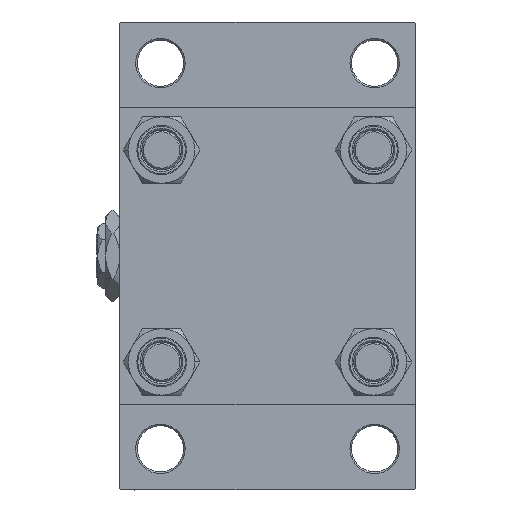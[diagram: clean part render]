
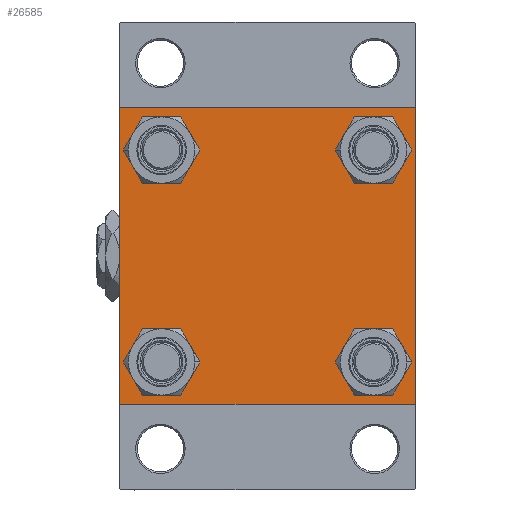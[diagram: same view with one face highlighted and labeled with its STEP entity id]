
A CAD part, left-side view. The second image highlights one B-rep face of the part: STEP entity #26585.
In plain terms, the highlighted planar face has unit normal (-1, 0, 0).
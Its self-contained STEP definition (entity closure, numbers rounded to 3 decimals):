
#218 = CIRCLE ( 'NONE', #28086, 6.5 ) ;
#511 = ORIENTED_EDGE ( 'NONE', *, *, #19485, .T. ) ;
#599 = ORIENTED_EDGE ( 'NONE', *, *, #21230, .T. ) ;
#1205 = EDGE_CURVE ( 'NONE', #31712, #34454, #47432, .T. ) ;
#1404 = ORIENTED_EDGE ( 'NONE', *, *, #36471, .F. ) ;
#1731 = EDGE_LOOP ( 'NONE', ( #28392, #599 ) ) ;
#2256 = DIRECTION ( 'NONE',  ( 0., 0., 1. ) ) ;
#2293 = ORIENTED_EDGE ( 'NONE', *, *, #5954, .T. ) ;
#2316 = DIRECTION ( 'NONE',  ( 0., -1., 0. ) ) ;
#2515 = VERTEX_POINT ( 'NONE', #35001 ) ;
#3017 = FACE_BOUND ( 'NONE', #10270, .T. ) ;
#3379 = LINE ( 'NONE', #40779, #25930 ) ;
#3508 = PLANE ( 'NONE',  #33657 ) ;
#3748 = ORIENTED_EDGE ( 'NONE', *, *, #33843, .T. ) ;
#3798 = VECTOR ( 'NONE', #20272, 1000. ) ;
#3922 = CARTESIAN_POINT ( 'NONE',  ( 0., 32.15, 32.15 ) ) ;
#4428 = CARTESIAN_POINT ( 'NONE',  ( 0., -32.15, 32.15 ) ) ;
#4514 = EDGE_CURVE ( 'NONE', #45999, #27931, #4657, .T. ) ;
#4657 = LINE ( 'NONE', #19881, #28443 ) ;
#4932 = CARTESIAN_POINT ( 'NONE',  ( 0., 45., -44.5 ) ) ;
#4962 = CARTESIAN_POINT ( 'NONE',  ( 0., 32.15, -32.15 ) ) ;
#5698 = EDGE_CURVE ( 'NONE', #8943, #41635, #32513, .T. ) ;
#5817 = LINE ( 'NONE', #21773, #12392 ) ;
#5954 = EDGE_CURVE ( 'NONE', #33799, #17248, #20513, .T. ) ;
#6313 = CARTESIAN_POINT ( 'NONE',  ( 0., -44.75, 44.75 ) ) ;
#7418 = CARTESIAN_POINT ( 'NONE',  ( 0., 32.15, -32.15 ) ) ;
#7484 = ORIENTED_EDGE ( 'NONE', *, *, #24885, .T. ) ;
#7490 = FACE_OUTER_BOUND ( 'NONE', #20294, .T. ) ;
#8943 = VERTEX_POINT ( 'NONE', #26551 ) ;
#9512 = ORIENTED_EDGE ( 'NONE', *, *, #13558, .T. ) ;
#9862 = CIRCLE ( 'NONE', #37730, 6.5 ) ;
#9894 = CARTESIAN_POINT ( 'NONE',  ( 0., 45., 44.5 ) ) ;
#9976 = CARTESIAN_POINT ( 'NONE',  ( 0., -32.15, -32.15 ) ) ;
#10270 = EDGE_LOOP ( 'NONE', ( #46788, #33231 ) ) ;
#10623 = EDGE_CURVE ( 'NONE', #2515, #35840, #40591, .T. ) ;
#10729 = DIRECTION ( 'NONE',  ( 0., 0., 1. ) ) ;
#10731 = EDGE_CURVE ( 'NONE', #8943, #17248, #20005, .T. ) ;
#10750 = ORIENTED_EDGE ( 'NONE', *, *, #1205, .T. ) ;
#11004 = DIRECTION ( 'NONE',  ( 0., 0., 1. ) ) ;
#11115 = AXIS2_PLACEMENT_3D ( 'NONE', #17243, #47657, #21249 ) ;
#11161 = DIRECTION ( 'NONE',  ( 0., 0., 1. ) ) ;
#11473 = FACE_BOUND ( 'NONE', #1731, .T. ) ;
#12392 = VECTOR ( 'NONE', #2316, 1000. ) ;
#12991 = DIRECTION ( 'NONE',  ( 1., 0., 0. ) ) ;
#13034 = VERTEX_POINT ( 'NONE', #14915 ) ;
#13194 = AXIS2_PLACEMENT_3D ( 'NONE', #3922, #15154, #45057 ) ;
#13558 = EDGE_CURVE ( 'NONE', #34454, #31712, #34235, .T. ) ;
#14915 = CARTESIAN_POINT ( 'NONE',  ( 0., -32.15, -25.65 ) ) ;
#15154 = DIRECTION ( 'NONE',  ( 1., 0., 0. ) ) ;
#16864 = CIRCLE ( 'NONE', #17640, 6.5 ) ;
#17127 = DIRECTION ( 'NONE',  ( 0., -0.707, -0.707 ) ) ;
#17243 = CARTESIAN_POINT ( 'NONE',  ( 0., 32.15, 32.15 ) ) ;
#17248 = VERTEX_POINT ( 'NONE', #24531 ) ;
#17327 = VECTOR ( 'NONE', #25030, 1000. ) ;
#17640 = AXIS2_PLACEMENT_3D ( 'NONE', #35601, #47279, #24616 ) ;
#18046 = ORIENTED_EDGE ( 'NONE', *, *, #5698, .T. ) ;
#18161 = AXIS2_PLACEMENT_3D ( 'NONE', #4962, #38866, #24171 ) ;
#18598 = DIRECTION ( 'NONE',  ( 0., -1., 0. ) ) ;
#18651 = EDGE_CURVE ( 'NONE', #32218, #13034, #16864, .T. ) ;
#18691 = CARTESIAN_POINT ( 'NONE',  ( 0., 44.5, 45. ) ) ;
#18711 = CARTESIAN_POINT ( 'NONE',  ( 0., 45., 45. ) ) ;
#18966 = FACE_BOUND ( 'NONE', #48651, .T. ) ;
#19485 = EDGE_CURVE ( 'NONE', #27931, #33974, #30435, .T. ) ;
#19769 = VERTEX_POINT ( 'NONE', #22649 ) ;
#19881 = CARTESIAN_POINT ( 'NONE',  ( 0., 44.75, 44.75 ) ) ;
#20005 = LINE ( 'NONE', #27222, #25487 ) ;
#20272 = DIRECTION ( 'NONE',  ( 0., -0.707, 0.707 ) ) ;
#20294 = EDGE_LOOP ( 'NONE', ( #511, #35025, #7484, #2293, #38776, #18046, #1404, #20592 ) ) ;
#20513 = LINE ( 'NONE', #47160, #3798 ) ;
#20592 = ORIENTED_EDGE ( 'NONE', *, *, #4514, .T. ) ;
#21230 = EDGE_CURVE ( 'NONE', #30578, #45645, #218, .T. ) ;
#21249 = DIRECTION ( 'NONE',  ( 0., 0., 1. ) ) ;
#21773 = CARTESIAN_POINT ( 'NONE',  ( 0., 45., -45. ) ) ;
#22649 = CARTESIAN_POINT ( 'NONE',  ( 0., 44.5, -45. ) ) ;
#23275 = ORIENTED_EDGE ( 'NONE', *, *, #10623, .T. ) ;
#24171 = DIRECTION ( 'NONE',  ( 0., 0., 1. ) ) ;
#24531 = CARTESIAN_POINT ( 'NONE',  ( 0., -45., -44.5 ) ) ;
#24616 = DIRECTION ( 'NONE',  ( 0., 0., 1. ) ) ;
#24885 = EDGE_CURVE ( 'NONE', #19769, #33799, #5817, .T. ) ;
#24932 = CARTESIAN_POINT ( 'NONE',  ( 0., 32.15, -25.65 ) ) ;
#25030 = DIRECTION ( 'NONE',  ( 0., 0.707, 0.707 ) ) ;
#25487 = VECTOR ( 'NONE', #34963, 1000. ) ;
#25930 = VECTOR ( 'NONE', #18598, 1000. ) ;
#26148 = DIRECTION ( 'NONE',  ( 1., 0., 0. ) ) ;
#26551 = CARTESIAN_POINT ( 'NONE',  ( 0., -45., 44.5 ) ) ;
#26585 = ADVANCED_FACE ( 'NONE', ( #42132, #3017, #11473, #18966, #7490 ), #3508, .T. ) ;
#26876 = CARTESIAN_POINT ( 'NONE',  ( 0., -44.5, -45. ) ) ;
#27222 = CARTESIAN_POINT ( 'NONE',  ( 0., -45., 45. ) ) ;
#27931 = VERTEX_POINT ( 'NONE', #9894 ) ;
#28086 = AXIS2_PLACEMENT_3D ( 'NONE', #7418, #26148, #45312 ) ;
#28392 = ORIENTED_EDGE ( 'NONE', *, *, #46088, .T. ) ;
#28414 = VECTOR ( 'NONE', #17127, 1000. ) ;
#28443 = VECTOR ( 'NONE', #49042, 1000. ) ;
#28744 = EDGE_LOOP ( 'NONE', ( #23275, #3748 ) ) ;
#30435 = LINE ( 'NONE', #18711, #32808 ) ;
#30504 = CARTESIAN_POINT ( 'NONE',  ( 0., 32.15, 25.65 ) ) ;
#30578 = VERTEX_POINT ( 'NONE', #46996 ) ;
#30634 = AXIS2_PLACEMENT_3D ( 'NONE', #9976, #12991, #2256 ) ;
#30874 = DIRECTION ( 'NONE',  ( 1., 0., 0. ) ) ;
#31712 = VERTEX_POINT ( 'NONE', #42209 ) ;
#32218 = VERTEX_POINT ( 'NONE', #47682 ) ;
#32351 = CARTESIAN_POINT ( 'NONE',  ( 0., 44.75, -44.75 ) ) ;
#32513 = LINE ( 'NONE', #6313, #17327 ) ;
#32808 = VECTOR ( 'NONE', #49120, 1000. ) ;
#33218 = CARTESIAN_POINT ( 'NONE',  ( 0., -32.15, 32.15 ) ) ;
#33231 = ORIENTED_EDGE ( 'NONE', *, *, #18651, .T. ) ;
#33657 = AXIS2_PLACEMENT_3D ( 'NONE', #44888, #48884, #10729 ) ;
#33799 = VERTEX_POINT ( 'NONE', #26876 ) ;
#33843 = EDGE_CURVE ( 'NONE', #35840, #2515, #9862, .T. ) ;
#33974 = VERTEX_POINT ( 'NONE', #4932 ) ;
#34235 = CIRCLE ( 'NONE', #11115, 6.5 ) ;
#34454 = VERTEX_POINT ( 'NONE', #30504 ) ;
#34882 = EDGE_CURVE ( 'NONE', #13034, #32218, #48940, .T. ) ;
#34963 = DIRECTION ( 'NONE',  ( 0., 0., -1. ) ) ;
#35001 = CARTESIAN_POINT ( 'NONE',  ( 0., -32.15, 38.65 ) ) ;
#35025 = ORIENTED_EDGE ( 'NONE', *, *, #43059, .T. ) ;
#35304 = CARTESIAN_POINT ( 'NONE',  ( 0., -32.15, 25.65 ) ) ;
#35601 = CARTESIAN_POINT ( 'NONE',  ( 0., -32.15, -32.15 ) ) ;
#35840 = VERTEX_POINT ( 'NONE', #35304 ) ;
#36096 = LINE ( 'NONE', #32351, #28414 ) ;
#36471 = EDGE_CURVE ( 'NONE', #45999, #41635, #3379, .T. ) ;
#37730 = AXIS2_PLACEMENT_3D ( 'NONE', #4428, #30874, #11161 ) ;
#38776 = ORIENTED_EDGE ( 'NONE', *, *, #10731, .F. ) ;
#38866 = DIRECTION ( 'NONE',  ( 1., 0., 0. ) ) ;
#40591 = CIRCLE ( 'NONE', #42194, 6.5 ) ;
#40779 = CARTESIAN_POINT ( 'NONE',  ( 0., 45., 45. ) ) ;
#41635 = VERTEX_POINT ( 'NONE', #45944 ) ;
#42132 = FACE_BOUND ( 'NONE', #28744, .T. ) ;
#42194 = AXIS2_PLACEMENT_3D ( 'NONE', #33218, #48660, #11004 ) ;
#42209 = CARTESIAN_POINT ( 'NONE',  ( 0., 32.15, 38.65 ) ) ;
#43059 = EDGE_CURVE ( 'NONE', #33974, #19769, #36096, .T. ) ;
#44888 = CARTESIAN_POINT ( 'NONE',  ( 0., 0., 0. ) ) ;
#45057 = DIRECTION ( 'NONE',  ( 0., 0., 1. ) ) ;
#45312 = DIRECTION ( 'NONE',  ( 0., 0., 1. ) ) ;
#45645 = VERTEX_POINT ( 'NONE', #24932 ) ;
#45944 = CARTESIAN_POINT ( 'NONE',  ( 0., -44.5, 45. ) ) ;
#45999 = VERTEX_POINT ( 'NONE', #18691 ) ;
#46088 = EDGE_CURVE ( 'NONE', #45645, #30578, #48397, .T. ) ;
#46788 = ORIENTED_EDGE ( 'NONE', *, *, #34882, .T. ) ;
#46996 = CARTESIAN_POINT ( 'NONE',  ( 0., 32.15, -38.65 ) ) ;
#47160 = CARTESIAN_POINT ( 'NONE',  ( 0., -44.75, -44.75 ) ) ;
#47279 = DIRECTION ( 'NONE',  ( 1., 0., 0. ) ) ;
#47432 = CIRCLE ( 'NONE', #13194, 6.5 ) ;
#47657 = DIRECTION ( 'NONE',  ( 1., 0., 0. ) ) ;
#47682 = CARTESIAN_POINT ( 'NONE',  ( 0., -32.15, -38.65 ) ) ;
#48397 = CIRCLE ( 'NONE', #18161, 6.5 ) ;
#48651 = EDGE_LOOP ( 'NONE', ( #10750, #9512 ) ) ;
#48660 = DIRECTION ( 'NONE',  ( 1., 0., 0. ) ) ;
#48884 = DIRECTION ( 'NONE',  ( -1., 0., 0. ) ) ;
#48940 = CIRCLE ( 'NONE', #30634, 6.5 ) ;
#49042 = DIRECTION ( 'NONE',  ( 0., 0.707, -0.707 ) ) ;
#49120 = DIRECTION ( 'NONE',  ( 0., 0., -1. ) ) ;
